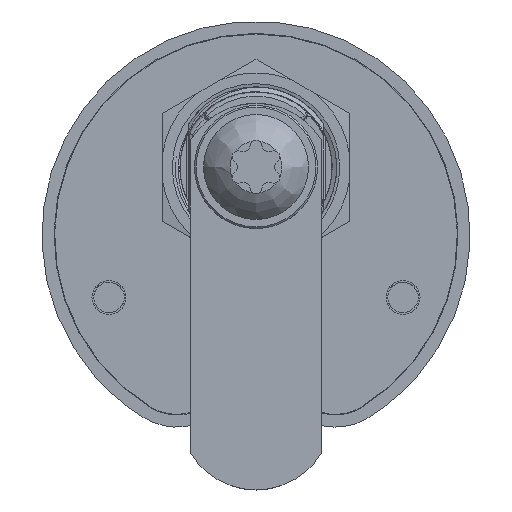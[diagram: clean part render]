
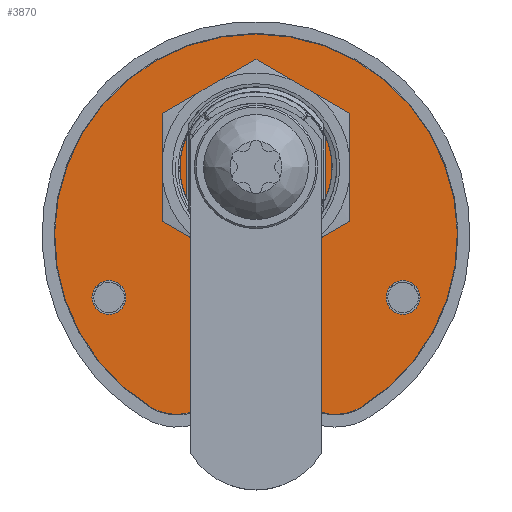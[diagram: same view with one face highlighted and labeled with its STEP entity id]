
A CAD part, top view. The second image highlights one B-rep face of the part: STEP entity #3870.
In plain terms, the highlighted planar face has unit normal (0, 0, 1).
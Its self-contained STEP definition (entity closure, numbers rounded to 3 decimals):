
#555=B_SPLINE_CURVE_WITH_KNOTS('',3,(#21925,#21926,#21927,#21928,#21929,
#21930),.UNSPECIFIED.,.F.,.F.,(4,2,4),(0.,0.5,1.),.UNSPECIFIED.);
#556=B_SPLINE_CURVE_WITH_KNOTS('',3,(#21935,#21936,#21937,#21938,#21939,
#21940),.UNSPECIFIED.,.F.,.F.,(4,2,4),(0.,0.5,1.),.UNSPECIFIED.);
#3870=ADVANCED_FACE('',(#4782,#4783,#4784,#4785),#4656,.F.);
#4656=PLANE('',#16416);
#4782=FACE_BOUND('',#5069,.T.);
#4783=FACE_BOUND('',#5070,.T.);
#4784=FACE_BOUND('',#5071,.T.);
#4785=FACE_BOUND('',#5072,.T.);
#5069=EDGE_LOOP('',(#8007,#8008,#8009,#8010));
#5070=EDGE_LOOP('',(#8011,#8012,#8013,#8014,#8015,#8016,#8017,#8018));
#5071=EDGE_LOOP('',(#8019));
#5072=EDGE_LOOP('',(#8020));
#6100=LINE('',#21950,#6725);
#6101=LINE('',#21958,#6726);
#6725=VECTOR('',#18458,1.);
#6726=VECTOR('',#18465,1.);
#8007=ORIENTED_EDGE('',*,*,#13284,.F.);
#8008=ORIENTED_EDGE('',*,*,#13285,.F.);
#8009=ORIENTED_EDGE('',*,*,#13286,.F.);
#8010=ORIENTED_EDGE('',*,*,#13287,.F.);
#8011=ORIENTED_EDGE('',*,*,#13288,.T.);
#8012=ORIENTED_EDGE('',*,*,#13289,.T.);
#8013=ORIENTED_EDGE('',*,*,#13290,.T.);
#8014=ORIENTED_EDGE('',*,*,#13291,.T.);
#8015=ORIENTED_EDGE('',*,*,#13292,.T.);
#8016=ORIENTED_EDGE('',*,*,#13293,.T.);
#8017=ORIENTED_EDGE('',*,*,#13294,.T.);
#8018=ORIENTED_EDGE('',*,*,#13295,.T.);
#8019=ORIENTED_EDGE('',*,*,#13296,.F.);
#8020=ORIENTED_EDGE('',*,*,#13297,.T.);
#11763=VERTEX_POINT('',#21931);
#11764=VERTEX_POINT('',#21932);
#11765=VERTEX_POINT('',#21934);
#11766=VERTEX_POINT('',#21941);
#11767=VERTEX_POINT('',#21944);
#11768=VERTEX_POINT('',#21945);
#11769=VERTEX_POINT('',#21947);
#11770=VERTEX_POINT('',#21949);
#11771=VERTEX_POINT('',#21951);
#11772=VERTEX_POINT('',#21953);
#11773=VERTEX_POINT('',#21955);
#11774=VERTEX_POINT('',#21957);
#11775=VERTEX_POINT('',#21960);
#11776=VERTEX_POINT('',#21962);
#13284=EDGE_CURVE('',#11763,#11764,#555,.T.);
#13285=EDGE_CURVE('',#11765,#11763,#15210,.T.);
#13286=EDGE_CURVE('',#11766,#11765,#556,.T.);
#13287=EDGE_CURVE('',#11764,#11766,#15211,.T.);
#13288=EDGE_CURVE('',#11767,#11768,#15212,.T.);
#13289=EDGE_CURVE('',#11768,#11769,#15213,.T.);
#13290=EDGE_CURVE('',#11769,#11770,#15214,.T.);
#13291=EDGE_CURVE('',#11770,#11771,#6100,.T.);
#13292=EDGE_CURVE('',#11771,#11772,#15215,.T.);
#13293=EDGE_CURVE('',#11772,#11773,#15216,.T.);
#13294=EDGE_CURVE('',#11773,#11774,#15217,.T.);
#13295=EDGE_CURVE('',#11774,#11767,#6101,.T.);
#13296=EDGE_CURVE('',#11775,#11775,#15218,.T.);
#13297=EDGE_CURVE('',#11776,#11776,#15219,.T.);
#15210=CIRCLE('',#16406,23.7);
#15211=CIRCLE('',#16407,8.8);
#15212=CIRCLE('',#16408,0.4);
#15213=CIRCLE('',#16409,9.65);
#15214=CIRCLE('',#16410,0.4);
#15215=CIRCLE('',#16411,0.4);
#15216=CIRCLE('',#16412,9.65);
#15217=CIRCLE('',#16413,0.4);
#15218=CIRCLE('',#16414,2.);
#15219=CIRCLE('',#16415,2.);
#16406=AXIS2_PLACEMENT_3D('',#21933,#18448,#18449);
#16407=AXIS2_PLACEMENT_3D('',#21942,#18450,#18451);
#16408=AXIS2_PLACEMENT_3D('',#21943,#18452,#18453);
#16409=AXIS2_PLACEMENT_3D('',#21946,#18454,#18455);
#16410=AXIS2_PLACEMENT_3D('',#21948,#18456,#18457);
#16411=AXIS2_PLACEMENT_3D('',#21952,#18459,#18460);
#16412=AXIS2_PLACEMENT_3D('',#21954,#18461,#18462);
#16413=AXIS2_PLACEMENT_3D('',#21956,#18463,#18464);
#16414=AXIS2_PLACEMENT_3D('',#21959,#18466,#18467);
#16415=AXIS2_PLACEMENT_3D('',#21961,#18468,#18469);
#16416=AXIS2_PLACEMENT_3D('',#21963,#18470,#18471);
#18448=DIRECTION('',(0.,0.,-1.));
#18449=DIRECTION('',(-1.,0.,0.));
#18450=DIRECTION('',(0.,0.,1.));
#18451=DIRECTION('',(-1.,0.,0.));
#18452=DIRECTION('',(0.,0.,-1.));
#18453=DIRECTION('',(1.,0.,0.));
#18454=DIRECTION('',(0.,0.,-1.));
#18455=DIRECTION('',(1.,0.,0.));
#18456=DIRECTION('',(0.,0.,-1.));
#18457=DIRECTION('',(1.,0.,0.));
#18458=DIRECTION('',(0.,-1.,0.));
#18459=DIRECTION('',(0.,0.,-1.));
#18460=DIRECTION('',(1.,0.,0.));
#18461=DIRECTION('',(0.,0.,-1.));
#18462=DIRECTION('',(1.,0.,0.));
#18463=DIRECTION('',(0.,0.,-1.));
#18464=DIRECTION('',(1.,0.,0.));
#18465=DIRECTION('',(0.,1.,0.));
#18466=DIRECTION('',(0.,0.,1.));
#18467=DIRECTION('',(-1.,0.,0.));
#18468=DIRECTION('',(0.,0.,-1.));
#18469=DIRECTION('',(-1.,0.,0.));
#18470=DIRECTION('',(0.,0.,-1.));
#18471=DIRECTION('',(-1.,0.,0.));
#21925=CARTESIAN_POINT('',(46.494,-9.951,-7.125));
#21926=CARTESIAN_POINT('',(45.454,-10.589,-7.125));
#21927=CARTESIAN_POINT('',(44.238,-10.884,-7.125));
#21928=CARTESIAN_POINT('',(41.823,-10.715,-7.125));
#21929=CARTESIAN_POINT('',(40.651,-10.249,-7.125));
#21930=CARTESIAN_POINT('',(39.712,-9.471,-7.125));
#21931=CARTESIAN_POINT('',(46.494,-9.951,-7.125));
#21932=CARTESIAN_POINT('',(39.712,-9.471,-7.125));
#21933=CARTESIAN_POINT('',(34.1,10.25,-7.125));
#21934=CARTESIAN_POINT('',(21.706,-9.951,-7.125));
#21935=CARTESIAN_POINT('',(28.488,-9.471,-7.125));
#21936=CARTESIAN_POINT('',(27.549,-10.249,-7.125));
#21937=CARTESIAN_POINT('',(26.387,-10.713,-7.125));
#21938=CARTESIAN_POINT('',(23.972,-10.885,-7.125));
#21939=CARTESIAN_POINT('',(22.746,-10.589,-7.125));
#21940=CARTESIAN_POINT('',(21.706,-9.951,-7.125));
#21941=CARTESIAN_POINT('',(28.488,-9.471,-7.125));
#21942=CARTESIAN_POINT('',(34.1,-16.25,-7.125));
#21943=CARTESIAN_POINT('',(26.375,23.338,-7.125));
#21944=CARTESIAN_POINT('',(25.975,23.338,-7.125));
#21945=CARTESIAN_POINT('',(26.041,23.558,-7.125));
#21946=CARTESIAN_POINT('',(34.1,18.25,-7.125));
#21947=CARTESIAN_POINT('',(42.159,23.558,-7.125));
#21948=CARTESIAN_POINT('',(41.825,23.338,-7.125));
#21949=CARTESIAN_POINT('',(42.225,23.338,-7.125));
#21950=CARTESIAN_POINT('',(42.225,13.162,-7.125));
#21951=CARTESIAN_POINT('',(42.225,13.162,-7.125));
#21952=CARTESIAN_POINT('',(41.825,13.162,-7.125));
#21953=CARTESIAN_POINT('',(42.159,12.942,-7.125));
#21954=CARTESIAN_POINT('',(34.1,18.25,-7.125));
#21955=CARTESIAN_POINT('',(26.041,12.942,-7.125));
#21956=CARTESIAN_POINT('',(26.375,13.162,-7.125));
#21957=CARTESIAN_POINT('',(25.975,13.162,-7.125));
#21958=CARTESIAN_POINT('',(25.975,23.338,-7.125));
#21959=CARTESIAN_POINT('',(51.4,2.95,-7.125));
#21960=CARTESIAN_POINT('',(49.4,2.95,-7.125));
#21961=CARTESIAN_POINT('',(16.8,2.95,-7.125));
#21962=CARTESIAN_POINT('',(14.8,2.95,-7.125));
#21963=CARTESIAN_POINT('',(34.1,10.25,-7.125));
